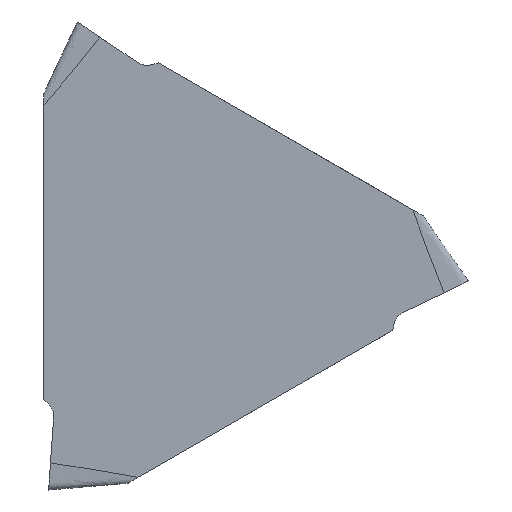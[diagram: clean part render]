
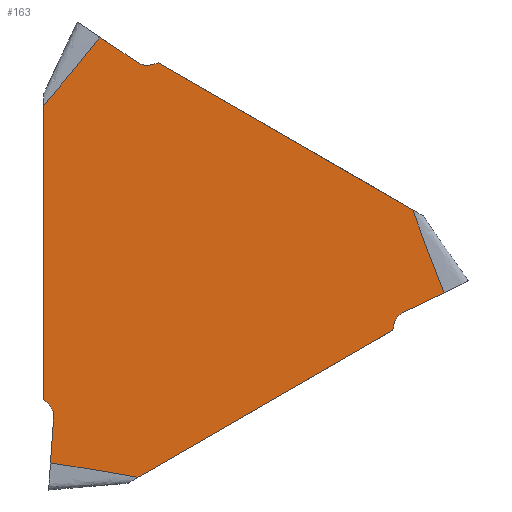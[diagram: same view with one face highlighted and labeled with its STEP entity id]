
A CAD part, left-side view. The second image highlights one B-rep face of the part: STEP entity #163.
In plain terms, the highlighted planar face has unit normal (-1, 0, 0).
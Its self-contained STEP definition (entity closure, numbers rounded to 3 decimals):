
#140=ELLIPSE('',#1622,0.702,0.7);
#141=ELLIPSE('',#1623,0.702,0.7);
#142=ELLIPSE('',#1624,0.702,0.7);
#163=ADVANCED_FACE('',(#292),#256,.T.);
#256=PLANE('',#1625);
#292=FACE_OUTER_BOUND('',#385,.T.);
#385=EDGE_LOOP('',(#663,#664,#665,#666,#667,#668,#669,#670,#671,#672,#673,
#674,#675,#676,#677,#678));
#477=LINE('',#2191,#566);
#482=LINE('',#2212,#571);
#483=LINE('',#2215,#572);
#484=LINE('',#2218,#573);
#485=LINE('',#2231,#574);
#486=LINE('',#2233,#575);
#487=LINE('',#2237,#576);
#488=LINE('',#2250,#577);
#489=LINE('',#2252,#578);
#490=LINE('',#2256,#579);
#566=VECTOR('',#1765,1.);
#571=VECTOR('',#1774,1.);
#572=VECTOR('',#1775,1.);
#573=VECTOR('',#1778,1.);
#574=VECTOR('',#1779,1.);
#575=VECTOR('',#1780,1.);
#576=VECTOR('',#1783,1.);
#577=VECTOR('',#1784,1.);
#578=VECTOR('',#1785,1.);
#579=VECTOR('',#1788,1.);
#663=ORIENTED_EDGE('',*,*,#1283,.T.);
#664=ORIENTED_EDGE('',*,*,#1284,.T.);
#665=ORIENTED_EDGE('',*,*,#1285,.F.);
#666=ORIENTED_EDGE('',*,*,#1276,.T.);
#667=ORIENTED_EDGE('',*,*,#1286,.T.);
#668=ORIENTED_EDGE('',*,*,#1287,.F.);
#669=ORIENTED_EDGE('',*,*,#1288,.T.);
#670=ORIENTED_EDGE('',*,*,#1289,.T.);
#671=ORIENTED_EDGE('',*,*,#1290,.F.);
#672=ORIENTED_EDGE('',*,*,#1291,.T.);
#673=ORIENTED_EDGE('',*,*,#1292,.F.);
#674=ORIENTED_EDGE('',*,*,#1293,.T.);
#675=ORIENTED_EDGE('',*,*,#1294,.T.);
#676=ORIENTED_EDGE('',*,*,#1295,.F.);
#677=ORIENTED_EDGE('',*,*,#1296,.T.);
#678=ORIENTED_EDGE('',*,*,#1297,.F.);
#1130=VERTEX_POINT('',#2190);
#1131=VERTEX_POINT('',#2192);
#1137=VERTEX_POINT('',#2213);
#1138=VERTEX_POINT('',#2214);
#1139=VERTEX_POINT('',#2216);
#1140=VERTEX_POINT('',#2219);
#1141=VERTEX_POINT('',#2230);
#1142=VERTEX_POINT('',#2232);
#1143=VERTEX_POINT('',#2234);
#1144=VERTEX_POINT('',#2236);
#1145=VERTEX_POINT('',#2238);
#1146=VERTEX_POINT('',#2249);
#1147=VERTEX_POINT('',#2251);
#1148=VERTEX_POINT('',#2253);
#1149=VERTEX_POINT('',#2255);
#1150=VERTEX_POINT('',#2257);
#1276=EDGE_CURVE('',#1131,#1130,#477,.T.);
#1283=EDGE_CURVE('',#1137,#1138,#482,.T.);
#1284=EDGE_CURVE('',#1138,#1139,#483,.T.);
#1285=EDGE_CURVE('',#1131,#1139,#140,.T.);
#1286=EDGE_CURVE('',#1130,#1140,#484,.T.);
#1287=EDGE_CURVE('',#1141,#1140,#1522,.T.);
#1288=EDGE_CURVE('',#1141,#1142,#485,.T.);
#1289=EDGE_CURVE('',#1142,#1143,#486,.T.);
#1290=EDGE_CURVE('',#1144,#1143,#141,.T.);
#1291=EDGE_CURVE('',#1144,#1145,#487,.T.);
#1292=EDGE_CURVE('',#1146,#1145,#1523,.T.);
#1293=EDGE_CURVE('',#1146,#1147,#488,.T.);
#1294=EDGE_CURVE('',#1147,#1148,#489,.T.);
#1295=EDGE_CURVE('',#1149,#1148,#142,.T.);
#1296=EDGE_CURVE('',#1149,#1150,#490,.T.);
#1297=EDGE_CURVE('',#1137,#1150,#1524,.T.);
#1522=B_SPLINE_CURVE_WITH_KNOTS('',3,(#2220,#2221,#2222,#2223,#2224,#2225,
#2226,#2227,#2228,#2229),.UNSPECIFIED.,.F.,.F.,(4,3,3,4),(0.,0.088,
0.434,1.),.UNSPECIFIED.);
#1523=B_SPLINE_CURVE_WITH_KNOTS('',3,(#2239,#2240,#2241,#2242,#2243,#2244,
#2245,#2246,#2247,#2248),.UNSPECIFIED.,.F.,.F.,(4,3,3,4),(0.,0.088,
0.434,1.),.UNSPECIFIED.);
#1524=B_SPLINE_CURVE_WITH_KNOTS('',3,(#2258,#2259,#2260,#2261,#2262,#2263,
#2264,#2265,#2266,#2267),.UNSPECIFIED.,.F.,.F.,(4,3,3,4),(0.,0.088,
0.434,1.),.UNSPECIFIED.);
#1622=AXIS2_PLACEMENT_3D('',#2217,#1776,#1777);
#1623=AXIS2_PLACEMENT_3D('',#2235,#1781,#1782);
#1624=AXIS2_PLACEMENT_3D('',#2254,#1786,#1787);
#1625=AXIS2_PLACEMENT_3D('',#2268,#1789,#1790);
#1765=DIRECTION('',(0.,0.07,-0.998));
#1774=DIRECTION('',(0.,0.,-1.));
#1775=DIRECTION('',(0.,-0.707,-0.707));
#1776=DIRECTION('',(-1.,0.,0.));
#1777=DIRECTION('',(0.,0.447,-0.895));
#1778=DIRECTION('',(0.,0.07,-0.998));
#1779=DIRECTION('',(0.,-0.866,0.5));
#1780=DIRECTION('',(0.,-0.259,0.966));
#1781=DIRECTION('',(-1.,0.,0.));
#1782=DIRECTION('',(0.,-0.998,0.06));
#1783=DIRECTION('',(0.,-0.899,0.438));
#1784=DIRECTION('',(0.,0.866,0.5));
#1785=DIRECTION('',(0.,0.966,-0.259));
#1786=DIRECTION('',(-1.,0.,0.));
#1787=DIRECTION('',(0.,0.551,0.834));
#1788=DIRECTION('',(0.,0.829,0.559));
#1789=DIRECTION('',(-1.,0.,0.));
#1790=DIRECTION('',(0.,0.,1.));
#2190=CARTESIAN_POINT('',(0.,6.77,-8.896));
#2191=CARTESIAN_POINT('',(0.,6.118,0.428));
#2192=CARTESIAN_POINT('',(0.,6.639,-7.019));
#2212=CARTESIAN_POINT('',(0.,7.1,12.298));
#2213=CARTESIAN_POINT('',(0.,7.1,7.291));
#2214=CARTESIAN_POINT('',(0.,7.1,-6.216));
#2215=CARTESIAN_POINT('',(0.,6.658,-6.658));
#2216=CARTESIAN_POINT('',(0.,6.842,-6.474));
#2217=CARTESIAN_POINT('',(0.,7.337,-6.972));
#2218=CARTESIAN_POINT('',(0.,6.118,0.428));
#2219=CARTESIAN_POINT('',(0.,6.787,-9.137));
#2220=CARTESIAN_POINT('',(0.,2.764,-9.794));
#2221=CARTESIAN_POINT('',(0.,2.884,-9.785));
#2222=CARTESIAN_POINT('',(0.,3.003,-9.775));
#2223=CARTESIAN_POINT('',(0.,3.122,-9.759));
#2224=CARTESIAN_POINT('',(0.,3.588,-9.699));
#2225=CARTESIAN_POINT('',(0.,4.043,-9.569));
#2226=CARTESIAN_POINT('',(0.,4.506,-9.488));
#2227=CARTESIAN_POINT('',(0.,5.264,-9.356));
#2228=CARTESIAN_POINT('',(0.,6.026,-9.249));
#2229=CARTESIAN_POINT('',(0.,6.787,-9.137));
#2230=CARTESIAN_POINT('',(0.,2.764,-9.794));
#2231=CARTESIAN_POINT('',(0.,7.1,-12.298));
#2232=CARTESIAN_POINT('',(0.,-8.933,-3.041));
#2233=CARTESIAN_POINT('',(0.,-9.095,-2.437));
#2234=CARTESIAN_POINT('',(0.,-9.028,-2.688));
#2235=CARTESIAN_POINT('',(0.,-9.706,-2.868));
#2236=CARTESIAN_POINT('',(0.,-9.398,-2.24));
#2237=CARTESIAN_POINT('',(0.,-2.688,-5.512));
#2238=CARTESIAN_POINT('',(0.,-11.306,-1.309));
#2239=CARTESIAN_POINT('',(0.,-9.864,2.503));
#2240=CARTESIAN_POINT('',(0.,-9.916,2.395));
#2241=CARTESIAN_POINT('',(0.,-9.967,2.286));
#2242=CARTESIAN_POINT('',(0.,-10.013,2.176));
#2243=CARTESIAN_POINT('',(0.,-10.193,1.742));
#2244=CARTESIAN_POINT('',(0.,-10.309,1.283));
#2245=CARTESIAN_POINT('',(0.,-10.47,0.842));
#2246=CARTESIAN_POINT('',(0.,-10.735,0.12));
#2247=CARTESIAN_POINT('',(0.,-11.022,-0.594));
#2248=CARTESIAN_POINT('',(0.,-11.306,-1.309));
#2249=CARTESIAN_POINT('',(0.,-9.864,2.503));
#2250=CARTESIAN_POINT('',(0.,-14.2,0.));
#2251=CARTESIAN_POINT('',(0.,1.833,9.257));
#2252=CARTESIAN_POINT('',(0.,2.437,9.095));
#2253=CARTESIAN_POINT('',(0.,2.186,9.162));
#2254=CARTESIAN_POINT('',(0.,2.369,9.84));
#2255=CARTESIAN_POINT('',(0.,2.759,9.259));
#2256=CARTESIAN_POINT('',(0.,-3.429,5.084));
#2257=CARTESIAN_POINT('',(0.,4.519,10.446));
#2258=CARTESIAN_POINT('',(0.,7.1,7.291));
#2259=CARTESIAN_POINT('',(0.,7.032,7.39));
#2260=CARTESIAN_POINT('',(0.,6.963,7.488));
#2261=CARTESIAN_POINT('',(0.,6.891,7.584));
#2262=CARTESIAN_POINT('',(0.,6.605,7.957));
#2263=CARTESIAN_POINT('',(0.,6.266,8.286));
#2264=CARTESIAN_POINT('',(0.,5.964,8.646));
#2265=CARTESIAN_POINT('',(0.,5.471,9.237));
#2266=CARTESIAN_POINT('',(0.,4.997,9.843));
#2267=CARTESIAN_POINT('',(0.,4.519,10.446));
#2268=CARTESIAN_POINT('',(0.,0.,0.));
